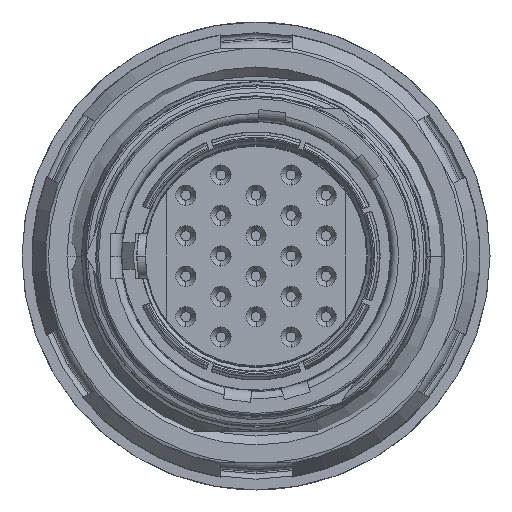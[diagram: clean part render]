
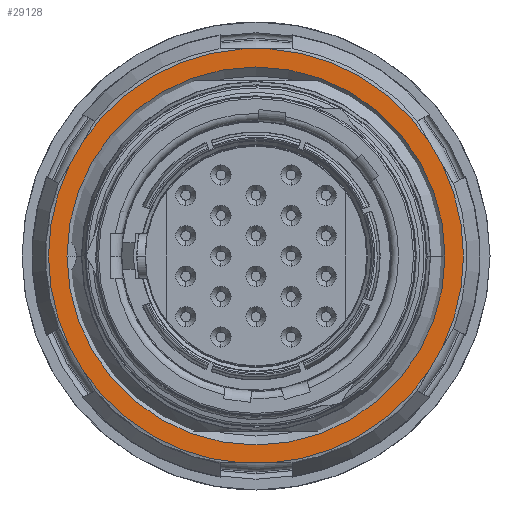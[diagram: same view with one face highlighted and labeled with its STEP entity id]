
A CAD part, left-side view. The second image highlights one B-rep face of the part: STEP entity #29128.
In plain terms, the highlighted face is planar.
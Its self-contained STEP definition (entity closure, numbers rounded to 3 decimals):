
#27643=CARTESIAN_POINT('',(0.,3.4,0.));
#27644=DIRECTION('',(0.,1.,0.));
#27645=DIRECTION('',(-0.83,0.,0.557));
#27646=AXIS2_PLACEMENT_3D('',#27643,#27644,#27645);
#27657=CARTESIAN_POINT('',(-0.777,3.4,11.5));
#27699=CARTESIAN_POINT('',(0.,3.4,0.));
#27700=DIRECTION('',(0.,1.,0.));
#27701=DIRECTION('',(-0.898,0.,-0.44));
#27702=AXIS2_PLACEMENT_3D('',#27699,#27700,#27701);
#27755=CARTESIAN_POINT('',(0.,3.4,0.));
#27756=DIRECTION('',(0.,1.,0.));
#27757=DIRECTION('',(-0.067,0.,-0.998));
#27758=AXIS2_PLACEMENT_3D('',#27755,#27756,#27757);
#27811=CARTESIAN_POINT('',(0.,3.4,0.));
#27812=DIRECTION('',(0.,1.,0.));
#27813=DIRECTION('',(0.83,0.,-0.557));
#27814=AXIS2_PLACEMENT_3D('',#27811,#27812,#27813);
#27884=CARTESIAN_POINT('',(0.,3.4,0.));
#27885=DIRECTION('',(0.,1.,0.));
#27886=DIRECTION('',(0.067,0.,0.998));
#27887=AXIS2_PLACEMENT_3D('',#27884,#27885,#27886);
#27923=CARTESIAN_POINT('',(0.,3.4,0.));
#27924=DIRECTION('',(0.,1.,0.));
#27925=DIRECTION('',(0.898,0.,0.44));
#27926=AXIS2_PLACEMENT_3D('',#27923,#27924,#27925);
#27959=DIRECTION('',(0.5,0.,-0.866));
#27960=VECTOR('',#27959,1.555);
#27961=CARTESIAN_POINT('',(9.571,3.4,6.423));
#27962=LINE('',#27961,#27960);
#27966=DIRECTION('',(1.,0.,0.));
#27967=VECTOR('',#27966,1.555);
#27968=CARTESIAN_POINT('',(-0.777,3.4,11.5));
#27969=LINE('',#27968,#27967);
#27973=DIRECTION('',(0.5,0.,0.866));
#27974=VECTOR('',#27973,1.555);
#27975=CARTESIAN_POINT('',(-10.348,3.4,5.077));
#27976=LINE('',#27975,#27974);
#27980=DIRECTION('',(-0.5,0.,0.866));
#27981=VECTOR('',#27980,1.555);
#27982=CARTESIAN_POINT('',(-9.571,3.4,-6.423));
#27983=LINE('',#27982,#27981);
#27987=DIRECTION('',(-1.,0.,0.));
#27988=VECTOR('',#27987,1.555);
#27989=CARTESIAN_POINT('',(0.777,3.4,-11.5));
#27990=LINE('',#27989,#27988);
#27994=DIRECTION('',(-0.5,0.,-0.866));
#27995=VECTOR('',#27994,1.555);
#27996=CARTESIAN_POINT('',(10.348,3.4,-5.077));
#27997=LINE('',#27996,#27995);
#28016=CARTESIAN_POINT('',(0.,3.4,0.));
#28017=DIRECTION('',(0.,-1.,0.));
#28018=DIRECTION('',(-1.,0.,0.));
#28019=AXIS2_PLACEMENT_3D('',#28016,#28017,#28018);
#28039=CARTESIAN_POINT('',(0.,3.4,0.));
#28040=DIRECTION('',(0.,1.,0.));
#28041=DIRECTION('',(-1.,0.,0.));
#28042=AXIS2_PLACEMENT_3D('',#28039,#28040,#28041);
#28298=CARTESIAN_POINT('',(-10.5,3.4,0.));
#28299=CARTESIAN_POINT('',(10.5,3.4,0.));
#28300=VERTEX_POINT('',#28298);
#28301=VERTEX_POINT('',#28299);
#28310=VERTEX_POINT('',#27657);
#28311=CARTESIAN_POINT('',(0.777,3.4,11.5));
#28312=VERTEX_POINT('',#28311);
#28333=CARTESIAN_POINT('',(-10.348,3.4,5.077));
#28334=CARTESIAN_POINT('',(-9.571,3.4,6.423));
#28335=VERTEX_POINT('',#28333);
#28336=VERTEX_POINT('',#28334);
#28359=CARTESIAN_POINT('',(-9.571,3.4,-6.423));
#28360=CARTESIAN_POINT('',(-10.348,3.4,-5.077));
#28361=VERTEX_POINT('',#28359);
#28362=VERTEX_POINT('',#28360);
#28385=CARTESIAN_POINT('',(0.777,3.4,-11.5));
#28386=CARTESIAN_POINT('',(-0.777,3.4,-11.5));
#28387=VERTEX_POINT('',#28385);
#28388=VERTEX_POINT('',#28386);
#28411=CARTESIAN_POINT('',(10.348,3.4,-5.077));
#28412=CARTESIAN_POINT('',(9.571,3.4,-6.423));
#28413=VERTEX_POINT('',#28411);
#28414=VERTEX_POINT('',#28412);
#28437=CARTESIAN_POINT('',(9.571,3.4,6.423));
#28438=CARTESIAN_POINT('',(10.348,3.4,5.077));
#28439=VERTEX_POINT('',#28437);
#28440=VERTEX_POINT('',#28438);
#29098=CARTESIAN_POINT('',(0.,3.4,0.));
#29099=DIRECTION('',(0.,-1.,0.));
#29100=DIRECTION('',(1.,0.,0.));
#29101=AXIS2_PLACEMENT_3D('',#29098,#29099,#29100);
#29102=PLANE('',#29101);
#29104=ORIENTED_EDGE('',*,*,#29103,.F.);
#29105=ORIENTED_EDGE('',*,*,#29072,.F.);
#29107=ORIENTED_EDGE('',*,*,#29106,.F.);
#29108=ORIENTED_EDGE('',*,*,#28996,.F.);
#29109=ORIENTED_EDGE('',*,*,#28701,.F.);
#29110=ORIENTED_EDGE('',*,*,#29015,.F.);
#29112=ORIENTED_EDGE('',*,*,#29111,.F.);
#29113=ORIENTED_EDGE('',*,*,#29032,.F.);
#29115=ORIENTED_EDGE('',*,*,#29114,.F.);
#29116=ORIENTED_EDGE('',*,*,#29051,.F.);
#29118=ORIENTED_EDGE('',*,*,#29117,.F.);
#29119=ORIENTED_EDGE('',*,*,#29088,.F.);
#29120=EDGE_LOOP('',(#29104,#29105,#29107,#29108,#29109,#29110,#29112,#29113,
#29115,#29116,#29118,#29119));
#29121=FACE_OUTER_BOUND('',#29120,.F.);
#29123=ORIENTED_EDGE('',*,*,#29122,.F.);
#29125=ORIENTED_EDGE('',*,*,#29124,.T.);
#29126=EDGE_LOOP('',(#29123,#29125));
#29127=FACE_BOUND('',#29126,.F.);
#27647=CIRCLE('',#27646,11.526);
#27703=CIRCLE('',#27702,11.526);
#27759=CIRCLE('',#27758,11.526);
#27815=CIRCLE('',#27814,11.526);
#27888=CIRCLE('',#27887,11.526);
#27927=CIRCLE('',#27926,11.526);
#28020=CIRCLE('',#28019,10.5);
#28043=CIRCLE('',#28042,10.5);
#28701=EDGE_CURVE('',#28335,#28336,#27976,.T.);
#28996=EDGE_CURVE('',#28336,#28310,#27647,.T.);
#29015=EDGE_CURVE('',#28362,#28335,#27703,.T.);
#29032=EDGE_CURVE('',#28388,#28361,#27759,.T.);
#29051=EDGE_CURVE('',#28414,#28387,#27815,.T.);
#29072=EDGE_CURVE('',#28312,#28439,#27888,.T.);
#29088=EDGE_CURVE('',#28440,#28413,#27927,.T.);
#29103=EDGE_CURVE('',#28439,#28440,#27962,.T.);
#29106=EDGE_CURVE('',#28310,#28312,#27969,.T.);
#29111=EDGE_CURVE('',#28361,#28362,#27983,.T.);
#29114=EDGE_CURVE('',#28387,#28388,#27990,.T.);
#29117=EDGE_CURVE('',#28413,#28414,#27997,.T.);
#29122=EDGE_CURVE('',#28300,#28301,#28020,.T.);
#29124=EDGE_CURVE('',#28300,#28301,#28043,.T.);
#29128=ADVANCED_FACE('',(#29121,#29127),#29102,.F.);
